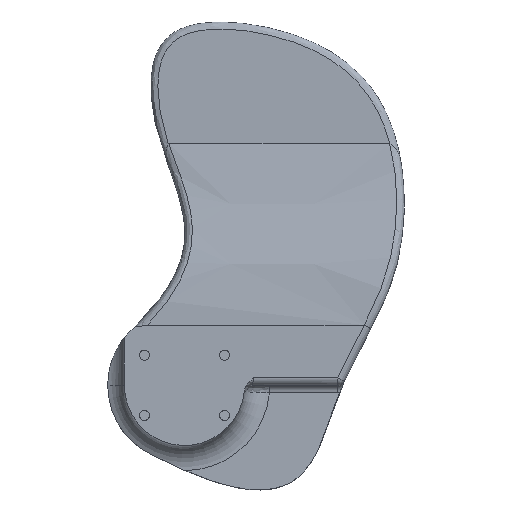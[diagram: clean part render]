
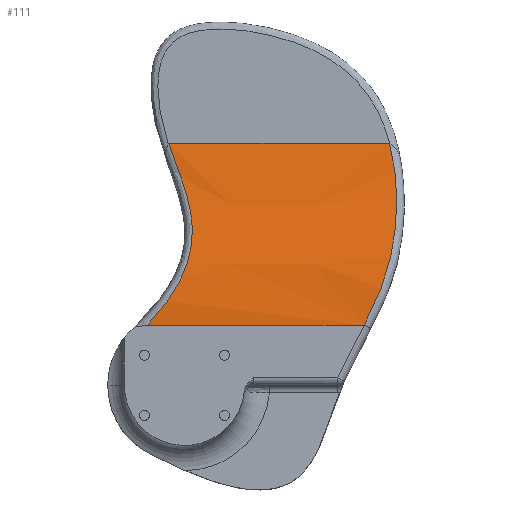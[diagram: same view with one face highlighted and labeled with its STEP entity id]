
A CAD part, top view. The second image highlights one B-rep face of the part: STEP entity #111.
In plain terms, the highlighted face is a extrusion surface.
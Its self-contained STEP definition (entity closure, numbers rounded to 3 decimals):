
#111=ADVANCED_FACE('',(#383),#385,.T.);
#383=FACE_BOUND('',#384,.T.);
#384=EDGE_LOOP('',(#2000,#2001,#2002,#2003,#2004));
#385=SURFACE_OF_LINEAR_EXTRUSION('',#386,#387);
#386=B_SPLINE_CURVE_WITH_KNOTS('',3,
(#2005,#2006,#2007,#2008),
.UNSPECIFIED.,.F.,.F.,
(4,4),
(0.,1.),
.UNSPECIFIED.);
#387=VECTOR('',#388,200.);
#388=DIRECTION('',(-1.,0.,0.));
#2000=ORIENTED_EDGE('',*,*,#2126,.T.);
#2001=ORIENTED_EDGE('',*,*,#2127,.T.);
#2002=ORIENTED_EDGE('',*,*,#2128,.T.);
#2003=ORIENTED_EDGE('',*,*,#2101,.F.);
#2004=ORIENTED_EDGE('',*,*,#2129,.F.);
#2005=CARTESIAN_POINT('',(100.,24.,0.));
#2006=CARTESIAN_POINT('',(100.,48.862,1.088));
#2007=CARTESIAN_POINT('',(100.,71.937,-9.028));
#2008=CARTESIAN_POINT('',(100.,96.456,-10.));
#2101=EDGE_CURVE('',#2170,#2172,#2173,.T.);
#2126=EDGE_CURVE('',#2217,#2218,#2219,.T.);
#2127=EDGE_CURVE('',#2218,#2220,#2221,.T.);
#2128=EDGE_CURVE('',#2220,#2172,#2222,.F.);
#2129=EDGE_CURVE('',#2217,#2170,#2223,.T.);
#2170=VERTEX_POINT('',#2402);
#2172=VERTEX_POINT('',#2404);
#2173=LINE('',#2405,#2406);
#2217=VERTEX_POINT('',#2714);
#2218=VERTEX_POINT('',#2715);
#2219=B_SPLINE_CURVE_WITH_KNOTS('',3,
(#2716,#2717,#2718,#2719,#2720,#2721,#2722,#2723,#2724,#2725,#2726,#2727,#2728,#2729,
#2730,#2731,#2732,#2733,#2734,#2735,#2736,#2737,#2738,#2739,#2740,#2741),
.UNSPECIFIED.,.F.,.F.,
(4,1,1,1,1,1,1,1,1,1,1,1,1,1,1,1,1,1,1,1,1,1,1,4),
(0.,0.06,0.111,0.151,0.187,0.218,
0.249,0.278,0.31,0.345,0.385,
0.429,0.475,0.523,0.571,0.624,
0.679,0.736,0.789,0.836,0.879,
0.925,0.965,1.),
.UNSPECIFIED.);
#2220=VERTEX_POINT('',#2742);
#2221=LINE('',#2743,#2744);
#2222=B_SPLINE_CURVE_WITH_KNOTS('',3,
(#2746,#2747,#2748,#2749,#2750,#2751,#2752,#2753,#2754,#2755,#2756,#2757,#2758,#2759,
#2760,#2761,#2762,#2763,#2764,#2765,#2766,#2767,#2768,#2769,#2770,#2771,#2772,#2773,
#2774,#2775,#2776,#2777,#2778,#2779,#2780,#2781,#2782,#2783,#2784,#2785,#2786),
.UNSPECIFIED.,.F.,.F.,
(4,1,1,1,1,1,1,1,1,1,1,1,1,1,1,1,1,1,1,1,1,1,1,1,1,1,1,1,1,1,1,1,1,1,1,1,1,1,4),
(0.,0.07,0.132,0.174,0.208,0.232,
0.255,0.276,0.296,0.315,0.334,
0.353,0.373,0.392,0.413,0.437,
0.461,0.483,0.504,0.523,0.544,
0.565,0.587,0.609,0.633,0.659,
0.686,0.714,0.745,0.785,0.824,
0.861,0.887,0.91,0.929,0.947,
0.965,0.983,1.),
.UNSPECIFIED.);
#2223=B_SPLINE_CURVE_WITH_KNOTS('',3,
(#2787,#2788,#2789,#2790,#2791,#2792,#2793),
.UNSPECIFIED.,.F.,.F.,
(4,1,1,1,4),
(0.,0.357,0.619,0.801,1.),
.UNSPECIFIED.);
#2402=CARTESIAN_POINT('',(71.62,24.,0.));
#2404=CARTESIAN_POINT('',(-14.771,24.,0.));
#2405=CARTESIAN_POINT('',(71.62,24.,0.));
#2406=VECTOR('',#2407,1.);
#2407=DIRECTION('',(-1.,0.,0.));
#2714=CARTESIAN_POINT('',(71.681,23.986,-0.001));
#2715=CARTESIAN_POINT('',(81.729,96.456,-10.));
#2716=CARTESIAN_POINT('',(71.681,23.986,-0.001));
#2717=CARTESIAN_POINT('',(72.388,25.352,0.059));
#2718=CARTESIAN_POINT('',(73.638,27.927,0.109));
#2719=CARTESIAN_POINT('',(75.303,31.432,0.027));
#2720=CARTESIAN_POINT('',(76.626,34.408,-0.139));
#2721=CARTESIAN_POINT('',(77.684,36.93,-0.343));
#2722=CARTESIAN_POINT('',(78.591,39.239,-0.578));
#2723=CARTESIAN_POINT('',(79.386,41.408,-0.836));
#2724=CARTESIAN_POINT('',(80.127,43.59,-1.131));
#2725=CARTESIAN_POINT('',(80.848,45.909,-1.479));
#2726=CARTESIAN_POINT('',(81.561,48.477,-1.902));
#2727=CARTESIAN_POINT('',(82.266,51.377,-2.421));
#2728=CARTESIAN_POINT('',(82.917,54.527,-3.026));
#2729=CARTESIAN_POINT('',(83.49,57.889,-3.708));
#2730=CARTESIAN_POINT('',(83.958,61.365,-4.438));
#2731=CARTESIAN_POINT('',(84.321,65.033,-5.221));
#2732=CARTESIAN_POINT('',(84.562,68.893,-6.039));
#2733=CARTESIAN_POINT('',(84.658,72.962,-6.875));
#2734=CARTESIAN_POINT('',(84.589,77.02,-7.657));
#2735=CARTESIAN_POINT('',(84.367,80.885,-8.333));
#2736=CARTESIAN_POINT('',(84.029,84.388,-8.871));
#2737=CARTESIAN_POINT('',(83.583,87.731,-9.309));
#2738=CARTESIAN_POINT('',(83.038,90.885,-9.643));
#2739=CARTESIAN_POINT('',(82.415,93.815,-9.872));
#2740=CARTESIAN_POINT('',(81.953,95.621,-9.967));
#2741=CARTESIAN_POINT('',(81.729,96.456,-10.));
#2742=CARTESIAN_POINT('',(-6.327,96.456,-10.));
#2743=CARTESIAN_POINT('',(81.729,96.456,-10.));
#2744=VECTOR('',#2745,1.);
#2745=DIRECTION('',(-1.,0.,0.));
#2746=CARTESIAN_POINT('',(-14.771,24.,0.));
#2747=CARTESIAN_POINT('',(-13.464,25.325,0.058));
#2748=CARTESIAN_POINT('',(-11.176,27.989,0.112));
#2749=CARTESIAN_POINT('',(-8.243,31.609,0.021));
#2750=CARTESIAN_POINT('',(-6.083,34.609,-0.154));
#2751=CARTESIAN_POINT('',(-4.604,36.851,-0.338));
#2752=CARTESIAN_POINT('',(-3.474,38.705,-0.523));
#2753=CARTESIAN_POINT('',(-2.573,40.29,-0.701));
#2754=CARTESIAN_POINT('',(-1.765,41.82,-0.892));
#2755=CARTESIAN_POINT('',(-1.056,43.268,-1.089));
#2756=CARTESIAN_POINT('',(-0.413,44.691,-1.296));
#2757=CARTESIAN_POINT('',(0.175,46.109,-1.515));
#2758=CARTESIAN_POINT('',(0.724,47.563,-1.752));
#2759=CARTESIAN_POINT('',(1.229,49.058,-2.007));
#2760=CARTESIAN_POINT('',(1.69,50.609,-2.284));
#2761=CARTESIAN_POINT('',(2.114,52.263,-2.592));
#2762=CARTESIAN_POINT('',(2.489,54.048,-2.936));
#2763=CARTESIAN_POINT('',(2.786,55.889,-3.303));
#2764=CARTESIAN_POINT('',(2.987,57.665,-3.665));
#2765=CARTESIAN_POINT('',(3.101,59.324,-4.01));
#2766=CARTESIAN_POINT('',(3.152,60.942,-4.35));
#2767=CARTESIAN_POINT('',(3.136,62.573,-4.696));
#2768=CARTESIAN_POINT('',(3.051,64.244,-5.052));
#2769=CARTESIAN_POINT('',(2.903,65.936,-5.412));
#2770=CARTESIAN_POINT('',(2.687,67.705,-5.786));
#2771=CARTESIAN_POINT('',(2.379,69.571,-6.177));
#2772=CARTESIAN_POINT('',(1.983,71.552,-6.584));
#2773=CARTESIAN_POINT('',(1.497,73.593,-6.993));
#2774=CARTESIAN_POINT('',(0.916,75.751,-7.411));
#2775=CARTESIAN_POINT('',(0.177,78.205,-7.865));
#2776=CARTESIAN_POINT('',(-0.718,80.904,-8.331));
#2777=CARTESIAN_POINT('',(-1.717,83.718,-8.77));
#2778=CARTESIAN_POINT('',(-2.621,86.172,-9.108));
#2779=CARTESIAN_POINT('',(-3.386,88.229,-9.358));
#2780=CARTESIAN_POINT('',(-3.991,89.859,-9.532));
#2781=CARTESIAN_POINT('',(-4.522,91.302,-9.669));
#2782=CARTESIAN_POINT('',(-5.001,92.627,-9.778));
#2783=CARTESIAN_POINT('',(-5.46,93.914,-9.87));
#2784=CARTESIAN_POINT('',(-5.903,95.198,-9.945));
#2785=CARTESIAN_POINT('',(-6.194,96.039,-9.983));
#2786=CARTESIAN_POINT('',(-6.327,96.456,-10.));
#2787=CARTESIAN_POINT('',(71.681,23.986,-0.001));
#2788=CARTESIAN_POINT('',(71.674,23.989,0.));
#2789=CARTESIAN_POINT('',(71.662,23.994,0.));
#2790=CARTESIAN_POINT('',(71.645,23.998,0.));
#2791=CARTESIAN_POINT('',(71.632,24.,0.));
#2792=CARTESIAN_POINT('',(71.624,24.,0.));
#2793=CARTESIAN_POINT('',(71.62,24.,0.));
